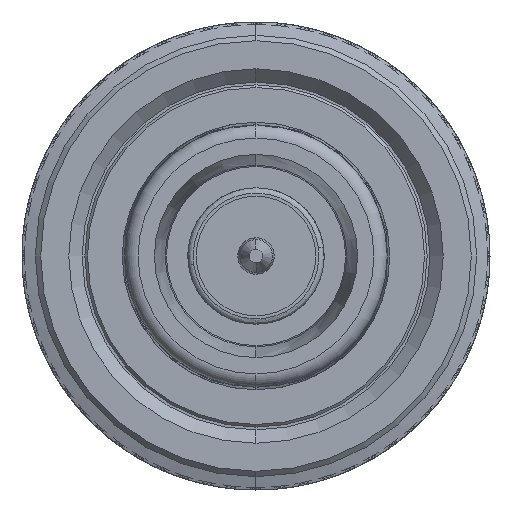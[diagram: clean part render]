
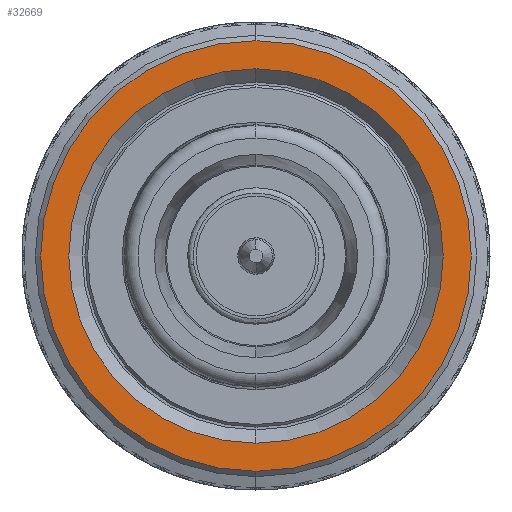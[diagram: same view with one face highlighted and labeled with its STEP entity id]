
A CAD part, left-side view. The second image highlights one B-rep face of the part: STEP entity #32669.
In plain terms, the highlighted planar face has unit normal (-1, 0, 0).
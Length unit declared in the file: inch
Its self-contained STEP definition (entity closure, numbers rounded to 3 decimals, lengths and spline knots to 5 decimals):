
#472 = EDGE_LOOP ( 'NONE', ( #46479, #16604 ) ) ;
#1329 = DIRECTION ( 'NONE',  ( -1., 0., 0. ) ) ;
#2486 = DIRECTION ( 'NONE',  ( 0., 0., 1. ) ) ;
#3002 = DIRECTION ( 'NONE',  ( 0., 0., -1. ) ) ;
#3841 = AXIS2_PLACEMENT_3D ( 'NONE', #38327, #1329, #17805 ) ;
#6725 = VERTEX_POINT ( 'NONE', #34519 ) ;
#8682 = CARTESIAN_POINT ( 'NONE',  ( 0.01969, 0., -0.27559 ) ) ;
#13459 = EDGE_CURVE ( 'NONE', #6725, #49821, #46500, .T. ) ;
#13608 = EDGE_CURVE ( 'NONE', #31058, #36947, #49075, .T. ) ;
#14329 = CARTESIAN_POINT ( 'NONE',  ( 0.01969, 0., 0. ) ) ;
#14599 = CARTESIAN_POINT ( 'NONE',  ( 0.01969, 0.27559, 0. ) ) ;
#15142 = DIRECTION ( 'NONE',  ( -1., 0., 0. ) ) ;
#16604 = ORIENTED_EDGE ( 'NONE', *, *, #13459, .T. ) ;
#17805 = DIRECTION ( 'NONE',  ( 0., 0., 1. ) ) ;
#17977 = EDGE_CURVE ( 'NONE', #49821, #6725, #37448, .T. ) ;
#21508 = CARTESIAN_POINT ( 'NONE',  ( 0.01969, 0., 0.27559 ) ) ;
#23298 = FACE_BOUND ( 'NONE', #30823, .T. ) ;
#25797 = AXIS2_PLACEMENT_3D ( 'NONE', #32700, #44620, #49167 ) ;
#26523 = PLANE ( 'NONE',  #37871 ) ;
#29720 = CIRCLE ( 'NONE', #46168, 0.27559 ) ;
#30823 = EDGE_LOOP ( 'NONE', ( #46108, #33104 ) ) ;
#30997 = CARTESIAN_POINT ( 'NONE',  ( 0.01969, 0., -0.31693 ) ) ;
#31058 = VERTEX_POINT ( 'NONE', #21508 ) ;
#31876 = CARTESIAN_POINT ( 'NONE',  ( 0.01969, 0., 0. ) ) ;
#32669 = ADVANCED_FACE ( 'NONE', ( #52148, #23298 ), #26523, .T. ) ;
#32700 = CARTESIAN_POINT ( 'NONE',  ( 0.01969, 0., 0. ) ) ;
#33104 = ORIENTED_EDGE ( 'NONE', *, *, #50463, .T. ) ;
#34519 = CARTESIAN_POINT ( 'NONE',  ( 0.01969, 0., 0.31693 ) ) ;
#36947 = VERTEX_POINT ( 'NONE', #8682 ) ;
#37448 = CIRCLE ( 'NONE', #3841, 0.31693 ) ;
#37871 = AXIS2_PLACEMENT_3D ( 'NONE', #14599, #15142, #2486 ) ;
#38327 = CARTESIAN_POINT ( 'NONE',  ( 0.01969, 0., 0. ) ) ;
#44039 = DIRECTION ( 'NONE',  ( 1., 0., 0. ) ) ;
#44620 = DIRECTION ( 'NONE',  ( 1., 0., 0. ) ) ;
#45652 = AXIS2_PLACEMENT_3D ( 'NONE', #14329, #48121, #47856 ) ;
#46108 = ORIENTED_EDGE ( 'NONE', *, *, #13608, .T. ) ;
#46168 = AXIS2_PLACEMENT_3D ( 'NONE', #31876, #44039, #3002 ) ;
#46479 = ORIENTED_EDGE ( 'NONE', *, *, #17977, .T. ) ;
#46500 = CIRCLE ( 'NONE', #45652, 0.31693 ) ;
#47856 = DIRECTION ( 'NONE',  ( 0., 0., 1. ) ) ;
#48121 = DIRECTION ( 'NONE',  ( -1., 0., 0. ) ) ;
#49075 = CIRCLE ( 'NONE', #25797, 0.27559 ) ;
#49167 = DIRECTION ( 'NONE',  ( 0., 0., -1. ) ) ;
#49821 = VERTEX_POINT ( 'NONE', #30997 ) ;
#50463 = EDGE_CURVE ( 'NONE', #36947, #31058, #29720, .T. ) ;
#52148 = FACE_OUTER_BOUND ( 'NONE', #472, .T. ) ;
